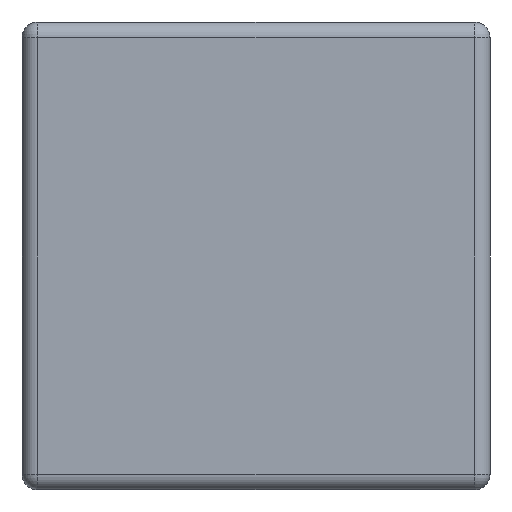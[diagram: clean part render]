
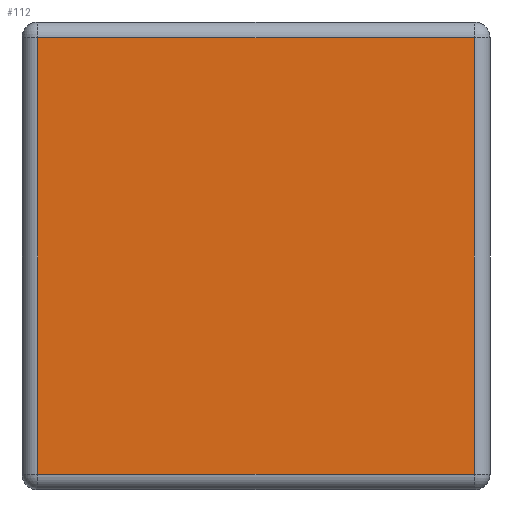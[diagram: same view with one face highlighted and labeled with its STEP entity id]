
A CAD part, front view. The second image highlights one B-rep face of the part: STEP entity #112.
In plain terms, the highlighted planar face has unit normal (0, -1, 0).
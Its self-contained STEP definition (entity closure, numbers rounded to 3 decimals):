
#112 = ADVANCED_FACE( '', ( #218 ), #219, .T. );
#218 = FACE_OUTER_BOUND( '', #318, .T. );
#219 = PLANE( '', #319 );
#318 = EDGE_LOOP( '', ( #541, #542, #543, #544 ) );
#319 = AXIS2_PLACEMENT_3D( '', #545, #546, #547 );
#541 = ORIENTED_EDGE( '', *, *, #597, .T. );
#542 = ORIENTED_EDGE( '', *, *, #604, .T. );
#543 = ORIENTED_EDGE( '', *, *, #630, .T. );
#544 = ORIENTED_EDGE( '', *, *, #640, .T. );
#545 = CARTESIAN_POINT( '', ( -0.15, -0.2, -0.15 ) );
#546 = DIRECTION( '', ( 0., -1., 0. ) );
#547 = DIRECTION( '', ( 0., 0., -1. ) );
#597 = EDGE_CURVE( '', #701, #694, #705, .T. );
#604 = EDGE_CURVE( '', #694, #690, #714, .T. );
#630 = EDGE_CURVE( '', #690, #750, #752, .T. );
#640 = EDGE_CURVE( '', #750, #701, #763, .T. );
#690 = VERTEX_POINT( '', #825 );
#694 = VERTEX_POINT( '', #829 );
#701 = VERTEX_POINT( '', #836 );
#705 = LINE( '', #841, #842 );
#714 = LINE( '', #855, #856 );
#750 = VERTEX_POINT( '', #901 );
#752 = LINE( '', #903, #904 );
#763 = LINE( '', #918, #919 );
#825 = CARTESIAN_POINT( '', ( 0.14, -0.2, -0.14 ) );
#829 = CARTESIAN_POINT( '', ( -0.14, -0.2, -0.14 ) );
#836 = CARTESIAN_POINT( '', ( -0.14, -0.2, 0.14 ) );
#841 = CARTESIAN_POINT( '', ( -0.14, -0.2, -0.15 ) );
#842 = VECTOR( '', #982, 1000. );
#855 = CARTESIAN_POINT( '', ( 0.15, -0.2, -0.14 ) );
#856 = VECTOR( '', #987, 1000. );
#901 = CARTESIAN_POINT( '', ( 0.14, -0.2, 0.14 ) );
#903 = CARTESIAN_POINT( '', ( 0.14, -0.2, 0.15 ) );
#904 = VECTOR( '', #1024, 1000. );
#918 = CARTESIAN_POINT( '', ( -0.15, -0.2, 0.14 ) );
#919 = VECTOR( '', #1034, 1000. );
#982 = DIRECTION( '', ( 0., 0., -1. ) );
#987 = DIRECTION( '', ( 1., 0., 0. ) );
#1024 = DIRECTION( '', ( 0., 0., 1. ) );
#1034 = DIRECTION( '', ( -1., 0., 0. ) );
